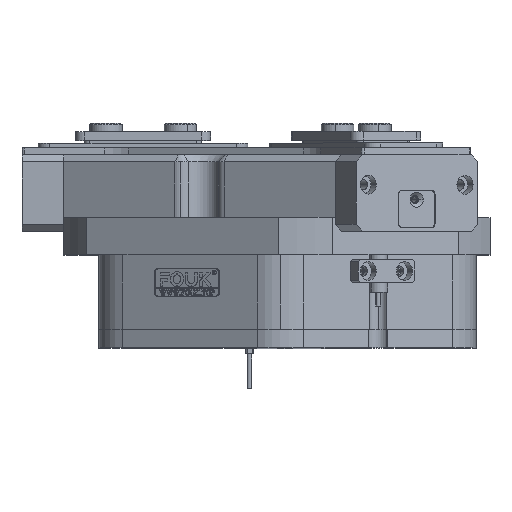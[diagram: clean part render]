
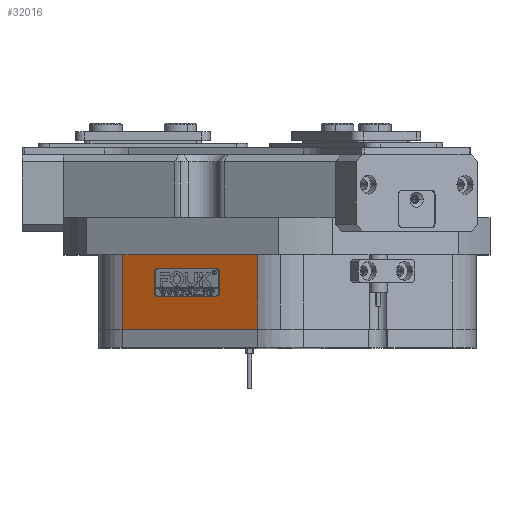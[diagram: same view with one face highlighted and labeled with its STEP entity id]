
A CAD part, top view. The second image highlights one B-rep face of the part: STEP entity #32016.
In plain terms, the highlighted planar face has unit normal (-0.5, 0, 0.866).
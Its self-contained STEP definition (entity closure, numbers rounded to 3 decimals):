
#129 = DIRECTION ( 'NONE',  ( -0.866, 0., -0.5 ) ) ;
#147 = VECTOR ( 'NONE', #129, 1000. ) ;
#200 = FACE_BOUND ( 'NONE', #24891, .T. ) ;
#856 = CARTESIAN_POINT ( 'NONE',  ( -70., 0., 54.271 ) ) ;
#895 = PLANE ( 'NONE',  #15201 ) ;
#999 = LINE ( 'NONE', #1945, #48000 ) ;
#1318 = CARTESIAN_POINT ( 'NONE',  ( -30.175, 26.2, 77.264 ) ) ;
#1903 = CIRCLE ( 'NONE', #35118, 2.1 ) ;
#1945 = CARTESIAN_POINT ( 'NONE',  ( -41., 32., 71.014 ) ) ;
#2291 = DIRECTION ( 'NONE',  ( 0.866, 0., 0.5 ) ) ;
#2308 = VERTEX_POINT ( 'NONE', #19288 ) ;
#2617 = VECTOR ( 'NONE', #17875, 1000. ) ;
#3977 = EDGE_CURVE ( 'NONE', #17599, #9352, #9430, .T. ) ;
#4403 = VERTEX_POINT ( 'NONE', #19889 ) ;
#4888 = CARTESIAN_POINT ( 'NONE',  ( -28.356, 24.1, 78.314 ) ) ;
#5090 = ORIENTED_EDGE ( 'NONE', *, *, #7696, .F. ) ;
#5430 = DIRECTION ( 'NONE',  ( 0.866, 0., 0.5 ) ) ;
#5487 = DIRECTION ( 'NONE',  ( -0.866, 0., -0.5 ) ) ;
#5554 = CARTESIAN_POINT ( 'NONE',  ( -54.423, 26.2, 63.264 ) ) ;
#5624 = VERTEX_POINT ( 'NONE', #856 ) ;
#6557 = VERTEX_POINT ( 'NONE', #28534 ) ;
#7156 = CARTESIAN_POINT ( 'NONE',  ( -30.175, 14., 77.264 ) ) ;
#7235 = FACE_OUTER_BOUND ( 'NONE', #31254, .T. ) ;
#7374 = ORIENTED_EDGE ( 'NONE', *, *, #19406, .T. ) ;
#7696 = EDGE_CURVE ( 'NONE', #6557, #24681, #999, .T. ) ;
#7713 = ORIENTED_EDGE ( 'NONE', *, *, #35456, .T. ) ;
#7770 = EDGE_CURVE ( 'NONE', #30061, #14311, #29466, .T. ) ;
#7786 = DIRECTION ( 'NONE',  ( -0.5, 0., 0.866 ) ) ;
#8140 = EDGE_CURVE ( 'NONE', #27820, #24681, #42192, .T. ) ;
#9228 = CARTESIAN_POINT ( 'NONE',  ( -12., 75., 87.757 ) ) ;
#9352 = VERTEX_POINT ( 'NONE', #11910 ) ;
#9430 = LINE ( 'NONE', #11438, #16943 ) ;
#9797 = CARTESIAN_POINT ( 'NONE',  ( -56.242, 16.1, 62.214 ) ) ;
#10043 = LINE ( 'NONE', #18916, #147 ) ;
#11109 = VECTOR ( 'NONE', #5430, 1000. ) ;
#11215 = DIRECTION ( 'NONE',  ( -0.866, 0., -0.5 ) ) ;
#11438 = CARTESIAN_POINT ( 'NONE',  ( -28.356, 24.1, 78.314 ) ) ;
#11910 = CARTESIAN_POINT ( 'NONE',  ( -28.356, 16.1, 78.314 ) ) ;
#12482 = LINE ( 'NONE', #36188, #2617 ) ;
#13017 = CIRCLE ( 'NONE', #17470, 2.1 ) ;
#13397 = EDGE_CURVE ( 'NONE', #27820, #5624, #10043, .T. ) ;
#14311 = VERTEX_POINT ( 'NONE', #15166 ) ;
#14575 = EDGE_CURVE ( 'NONE', #31674, #4403, #27336, .T. ) ;
#15166 = CARTESIAN_POINT ( 'NONE',  ( -56.242, 24.1, 62.214 ) ) ;
#15201 = AXIS2_PLACEMENT_3D ( 'NONE', #44721, #7786, #30434 ) ;
#16943 = VECTOR ( 'NONE', #21950, 1000. ) ;
#17200 = DIRECTION ( 'NONE',  ( -0.866, 0., -0.5 ) ) ;
#17470 = AXIS2_PLACEMENT_3D ( 'NONE', #41001, #37889, #41640 ) ;
#17519 = DIRECTION ( 'NONE',  ( -0.866, 0., -0.5 ) ) ;
#17523 = CARTESIAN_POINT ( 'NONE',  ( -56.242, 24.1, 62.214 ) ) ;
#17599 = VERTEX_POINT ( 'NONE', #4888 ) ;
#17875 = DIRECTION ( 'NONE',  ( 0., -1., 0. ) ) ;
#18499 = ORIENTED_EDGE ( 'NONE', *, *, #42679, .T. ) ;
#18542 = CARTESIAN_POINT ( 'NONE',  ( -12., 0., 87.757 ) ) ;
#18916 = CARTESIAN_POINT ( 'NONE',  ( 82., 0., 142.028 ) ) ;
#18951 = ORIENTED_EDGE ( 'NONE', *, *, #7770, .T. ) ;
#19115 = VECTOR ( 'NONE', #17519, 1000. ) ;
#19288 = CARTESIAN_POINT ( 'NONE',  ( -54.423, 14., 63.264 ) ) ;
#19406 = EDGE_CURVE ( 'NONE', #19678, #2308, #21440, .T. ) ;
#19678 = VERTEX_POINT ( 'NONE', #7156 ) ;
#19889 = CARTESIAN_POINT ( 'NONE',  ( -30.175, 26.2, 77.264 ) ) ;
#21440 = LINE ( 'NONE', #35362, #19115 ) ;
#21950 = DIRECTION ( 'NONE',  ( 0., -1., 0. ) ) ;
#22703 = ORIENTED_EDGE ( 'NONE', *, *, #14575, .T. ) ;
#22803 = ORIENTED_EDGE ( 'NONE', *, *, #3977, .T. ) ;
#23472 = AXIS2_PLACEMENT_3D ( 'NONE', #33239, #25640, #11215 ) ;
#24452 = EDGE_CURVE ( 'NONE', #4403, #17599, #13017, .T. ) ;
#24681 = VERTEX_POINT ( 'NONE', #46979 ) ;
#24891 = EDGE_LOOP ( 'NONE', ( #22803, #30047, #7374, #7713, #18951, #47700, #22703, #46834 ) ) ;
#25640 = DIRECTION ( 'NONE',  ( 0.5, 0., -0.866 ) ) ;
#26549 = VECTOR ( 'NONE', #47325, 1000. ) ;
#27336 = LINE ( 'NONE', #1318, #11109 ) ;
#27820 = VERTEX_POINT ( 'NONE', #18542 ) ;
#28534 = CARTESIAN_POINT ( 'NONE',  ( -70., 32., 54.271 ) ) ;
#29252 = CIRCLE ( 'NONE', #47678, 2.1 ) ;
#29466 = LINE ( 'NONE', #17523, #26549 ) ;
#30047 = ORIENTED_EDGE ( 'NONE', *, *, #30323, .T. ) ;
#30061 = VERTEX_POINT ( 'NONE', #9797 ) ;
#30323 = EDGE_CURVE ( 'NONE', #9352, #19678, #47941, .T. ) ;
#30434 = DIRECTION ( 'NONE',  ( 0.866, 0., 0.5 ) ) ;
#31055 = DIRECTION ( 'NONE',  ( 0.5, 0., -0.866 ) ) ;
#31254 = EDGE_LOOP ( 'NONE', ( #5090, #18499, #36472, #42848 ) ) ;
#31674 = VERTEX_POINT ( 'NONE', #5554 ) ;
#32016 = ADVANCED_FACE ( 'NONE', ( #7235, #200 ), #895, .T. ) ;
#33239 = CARTESIAN_POINT ( 'NONE',  ( -30.175, 16.1, 77.264 ) ) ;
#33985 = CARTESIAN_POINT ( 'NONE',  ( -54.423, 16.1, 63.264 ) ) ;
#35118 = AXIS2_PLACEMENT_3D ( 'NONE', #33985, #31055, #5487 ) ;
#35362 = CARTESIAN_POINT ( 'NONE',  ( -30.175, 14., 77.264 ) ) ;
#35456 = EDGE_CURVE ( 'NONE', #2308, #30061, #1903, .T. ) ;
#36188 = CARTESIAN_POINT ( 'NONE',  ( -70., 75., 54.271 ) ) ;
#36472 = ORIENTED_EDGE ( 'NONE', *, *, #13397, .F. ) ;
#37889 = DIRECTION ( 'NONE',  ( 0.5, 0., -0.866 ) ) ;
#38950 = CARTESIAN_POINT ( 'NONE',  ( -54.423, 24.1, 63.264 ) ) ;
#41001 = CARTESIAN_POINT ( 'NONE',  ( -30.175, 24.1, 77.264 ) ) ;
#41389 = EDGE_CURVE ( 'NONE', #14311, #31674, #29252, .T. ) ;
#41640 = DIRECTION ( 'NONE',  ( 0.866, 0., 0.5 ) ) ;
#42192 = LINE ( 'NONE', #9228, #47413 ) ;
#42679 = EDGE_CURVE ( 'NONE', #6557, #5624, #12482, .T. ) ;
#42848 = ORIENTED_EDGE ( 'NONE', *, *, #8140, .T. ) ;
#44721 = CARTESIAN_POINT ( 'NONE',  ( 82., 75., 142.028 ) ) ;
#46549 = DIRECTION ( 'NONE',  ( 0.5, 0., -0.866 ) ) ;
#46834 = ORIENTED_EDGE ( 'NONE', *, *, #24452, .T. ) ;
#46974 = DIRECTION ( 'NONE',  ( 0., 1., 0. ) ) ;
#46979 = CARTESIAN_POINT ( 'NONE',  ( -12., 32., 87.757 ) ) ;
#47325 = DIRECTION ( 'NONE',  ( 0., 1., 0. ) ) ;
#47413 = VECTOR ( 'NONE', #46974, 1000. ) ;
#47678 = AXIS2_PLACEMENT_3D ( 'NONE', #38950, #46549, #17200 ) ;
#47700 = ORIENTED_EDGE ( 'NONE', *, *, #41389, .T. ) ;
#47941 = CIRCLE ( 'NONE', #23472, 2.1 ) ;
#48000 = VECTOR ( 'NONE', #2291, 1000. ) ;
